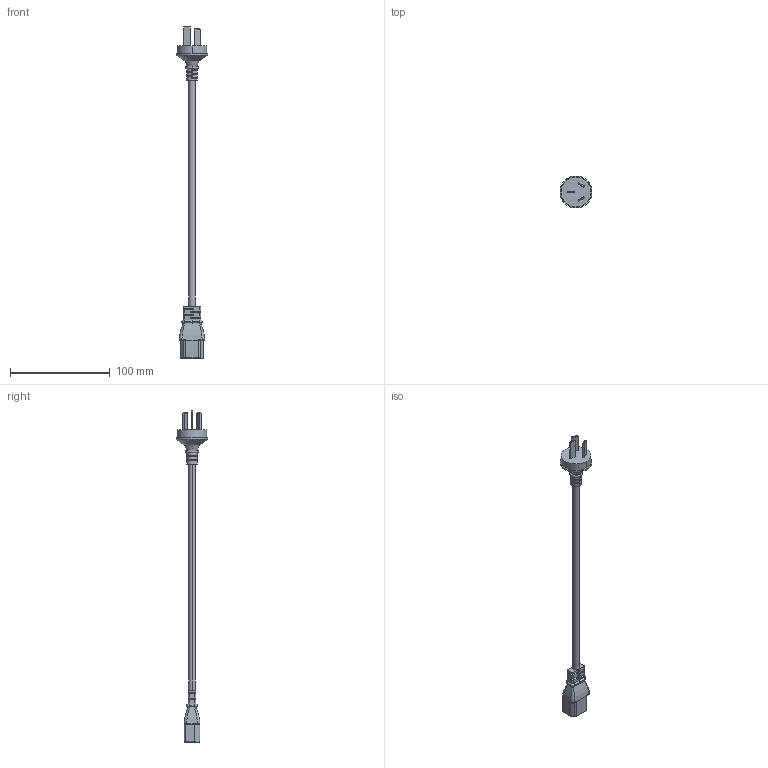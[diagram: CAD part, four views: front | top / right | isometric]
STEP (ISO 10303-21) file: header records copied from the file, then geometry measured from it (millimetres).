
FILE_DESCRIPTION (( 'STEP AP203' ), '1' );
FILE_NAME ('CPCIC13-10A-2M_3D.STEP', '2022-04-25T14:32:47', ( '' ), ( '' ), 'SwSTEP 2.0', 'SolidWorks 2021', '' );
FILE_SCHEMA (( 'CONFIG_CONTROL_DESIGN' ));
Length unit declared in the file: inch
Products named in the file (4): SF-82 IEC 320 C13 FEM PWR PLUG; H05VV-F 3G Cord (for 44-423-02M); CPCIC13-10A-2M_3D; SF-132 TYPE I 3-BLADE (AUS) PWR PLUG
Assembly tree (3 placements, depth 2):
  CPCIC13-10A-2M_3D
    SF-132 TYPE I 3-BLADE (AUS) PWR PLUG
    H05VV-F 3G Cord (for 44-423-02M)
    SF-82 IEC 320 C13 FEM PWR PLUG
Bounding box: 32 x 32 x 332.5 mm (x, y, z)
Volume: 32771.8 mm3; surface area: 16278 mm2
Topology: 6 solids, 6 shells, 282 faces, 728 edges, 457 vertices
Faces by surface type: plane 131, cylinder 90, bspline 43, torus 18
Entity records: 10826 total; most frequent: CARTESIAN_POINT 3734, ORIENTED_EDGE 1452, DIRECTION 1326, EDGE_CURVE 726, AXIS2_PLACEMENT_3D 470, VERTEX_POINT 457, VECTOR 386, LINE 386
